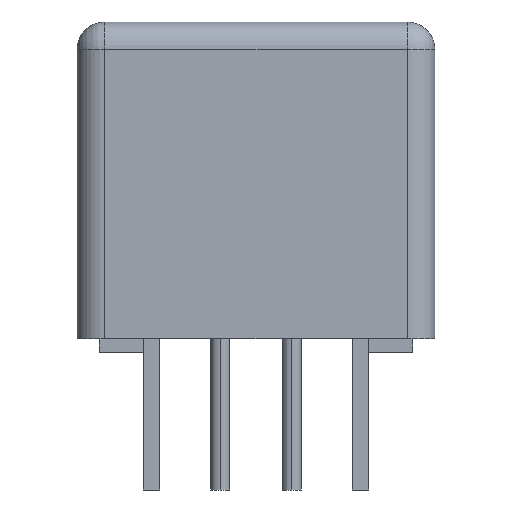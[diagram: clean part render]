
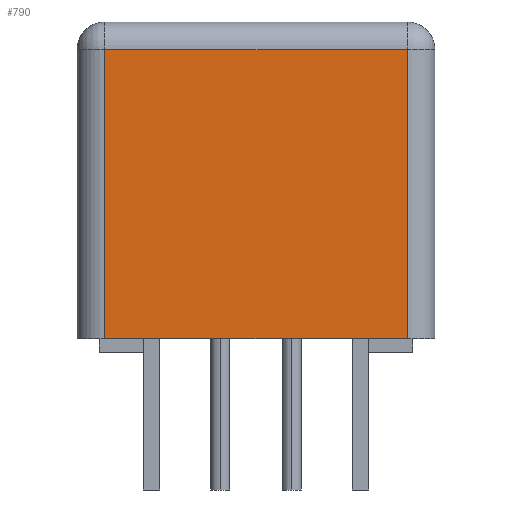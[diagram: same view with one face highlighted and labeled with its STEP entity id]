
A CAD part, left-side view. The second image highlights one B-rep face of the part: STEP entity #790.
In plain terms, the highlighted planar face has unit normal (-1, 0, 0).
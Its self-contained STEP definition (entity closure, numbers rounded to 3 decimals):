
#8 = CARTESIAN_POINT ( 'NONE',  ( 0., 1., 10.5 ) ) ;
#189 = ORIENTED_EDGE ( 'NONE', *, *, #1610, .T. ) ;
#197 = VECTOR ( 'NONE', #1778, 1000. ) ;
#222 = LINE ( 'NONE', #1475, #541 ) ;
#244 = ORIENTED_EDGE ( 'NONE', *, *, #1641, .T. ) ;
#311 = DIRECTION ( 'NONE',  ( 1., 0., 0. ) ) ;
#357 = EDGE_CURVE ( 'NONE', #1482, #1418, #605, .T. ) ;
#366 = CARTESIAN_POINT ( 'NONE',  ( 0., 1., 11.5 ) ) ;
#376 = ORIENTED_EDGE ( 'NONE', *, *, #357, .T. ) ;
#421 = LINE ( 'NONE', #366, #1577 ) ;
#473 = PLANE ( 'NONE',  #1029 ) ;
#493 = VECTOR ( 'NONE', #1614, 1000. ) ;
#541 = VECTOR ( 'NONE', #1765, 1000. ) ;
#594 = EDGE_LOOP ( 'NONE', ( #189, #376, #244, #1369 ) ) ;
#599 = CARTESIAN_POINT ( 'NONE',  ( 0., 12., 10.5 ) ) ;
#605 = LINE ( 'NONE', #1177, #197 ) ;
#790 = ADVANCED_FACE ( 'NONE', ( #1197 ), #473, .F. ) ;
#946 = LINE ( 'NONE', #1468, #493 ) ;
#1029 = AXIS2_PLACEMENT_3D ( 'NONE', #1082, #311, #1221 ) ;
#1044 = CARTESIAN_POINT ( 'NONE',  ( 0., 1., 0. ) ) ;
#1082 = CARTESIAN_POINT ( 'NONE',  ( 0., 0., 11.5 ) ) ;
#1177 = CARTESIAN_POINT ( 'NONE',  ( 0., 12., 11.5 ) ) ;
#1180 = VERTEX_POINT ( 'NONE', #8 ) ;
#1197 = FACE_OUTER_BOUND ( 'NONE', #594, .T. ) ;
#1221 = DIRECTION ( 'NONE',  ( 0., 0., -1. ) ) ;
#1369 = ORIENTED_EDGE ( 'NONE', *, *, #1801, .T. ) ;
#1418 = VERTEX_POINT ( 'NONE', #1497 ) ;
#1426 = DIRECTION ( 'NONE',  ( 0., 0., 1. ) ) ;
#1468 = CARTESIAN_POINT ( 'NONE',  ( 0., 0., 0. ) ) ;
#1475 = CARTESIAN_POINT ( 'NONE',  ( 0., 0., 10.5 ) ) ;
#1482 = VERTEX_POINT ( 'NONE', #599 ) ;
#1497 = CARTESIAN_POINT ( 'NONE',  ( 0., 12., 0. ) ) ;
#1527 = VERTEX_POINT ( 'NONE', #1044 ) ;
#1577 = VECTOR ( 'NONE', #1426, 1000. ) ;
#1610 = EDGE_CURVE ( 'NONE', #1180, #1482, #222, .T. ) ;
#1614 = DIRECTION ( 'NONE',  ( 0., -1., 0. ) ) ;
#1641 = EDGE_CURVE ( 'NONE', #1418, #1527, #946, .T. ) ;
#1765 = DIRECTION ( 'NONE',  ( 0., 1., 0. ) ) ;
#1778 = DIRECTION ( 'NONE',  ( 0., 0., -1. ) ) ;
#1801 = EDGE_CURVE ( 'NONE', #1527, #1180, #421, .T. ) ;
